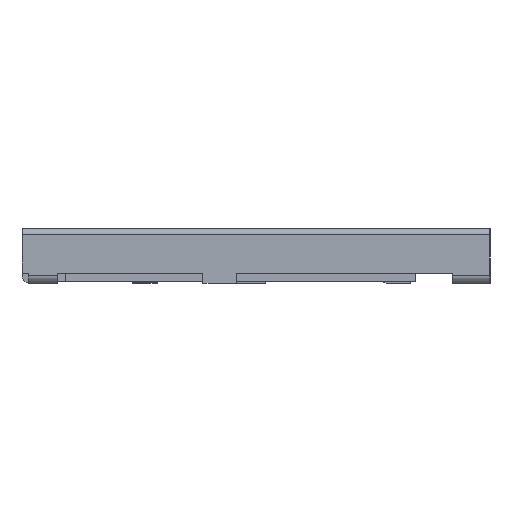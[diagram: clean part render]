
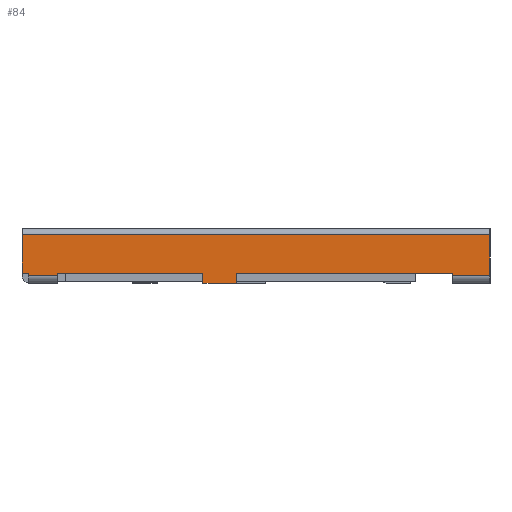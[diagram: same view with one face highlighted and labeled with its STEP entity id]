
A CAD part, left-side view. The second image highlights one B-rep face of the part: STEP entity #84.
In plain terms, the highlighted planar face has unit normal (-1, 0, 0).
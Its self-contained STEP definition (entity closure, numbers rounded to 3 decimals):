
#3 = ORIENTED_EDGE ( 'NONE', *, *, #22458, .T. ) ;
#84 = ADVANCED_FACE ( 'NONE', ( #5932 ), #18216, .T. ) ;
#430 = DIRECTION ( 'NONE',  ( 0., 0., 1. ) ) ;
#869 = CARTESIAN_POINT ( 'NONE',  ( -5.675, 5.625, 1.12 ) ) ;
#884 = CARTESIAN_POINT ( 'NONE',  ( -5.675, -4.725, 0.15 ) ) ;
#957 = LINE ( 'NONE', #17931, #9764 ) ;
#1544 = CARTESIAN_POINT ( 'NONE',  ( -5.675, 17.025, 0.2 ) ) ;
#1656 = VECTOR ( 'NONE', #17741, 1000. ) ;
#1729 = VERTEX_POINT ( 'NONE', #18255 ) ;
#1791 = CARTESIAN_POINT ( 'NONE',  ( -5.675, 5.625, 1.12 ) ) ;
#2544 = ORIENTED_EDGE ( 'NONE', *, *, #10343, .F. ) ;
#2698 = CARTESIAN_POINT ( 'NONE',  ( -5.675, 5.475, 0.2 ) ) ;
#3141 = VERTEX_POINT ( 'NONE', #23442 ) ;
#3287 = ORIENTED_EDGE ( 'NONE', *, *, #5871, .T. ) ;
#3702 = ORIENTED_EDGE ( 'NONE', *, *, #16946, .F. ) ;
#4165 = CARTESIAN_POINT ( 'NONE',  ( -5.675, 0.475, -0.05 ) ) ;
#4375 = DIRECTION ( 'NONE',  ( 0., -1., 0. ) ) ;
#4414 = ORIENTED_EDGE ( 'NONE', *, *, #10032, .T. ) ;
#4850 = CARTESIAN_POINT ( 'NONE',  ( -5.675, -5.625, 1.12 ) ) ;
#5176 = CARTESIAN_POINT ( 'NONE',  ( -5.675, 1.275, -0.05 ) ) ;
#5450 = ORIENTED_EDGE ( 'NONE', *, *, #14174, .T. ) ;
#5580 = LINE ( 'NONE', #1544, #9653 ) ;
#5674 = EDGE_CURVE ( 'NONE', #13419, #1729, #10866, .T. ) ;
#5747 = VECTOR ( 'NONE', #22665, 1000. ) ;
#5790 = ORIENTED_EDGE ( 'NONE', *, *, #21145, .T. ) ;
#5830 = LINE ( 'NONE', #7862, #14814 ) ;
#5871 = EDGE_CURVE ( 'NONE', #10575, #19818, #5830, .T. ) ;
#5932 = FACE_OUTER_BOUND ( 'NONE', #14780, .T. ) ;
#6110 = DIRECTION ( 'NONE',  ( 0., 0., 1. ) ) ;
#6368 = CARTESIAN_POINT ( 'NONE',  ( -5.675, 17.025, 0.2 ) ) ;
#6483 = CARTESIAN_POINT ( 'NONE',  ( -5.675, 4.775, 0.15 ) ) ;
#6726 = EDGE_CURVE ( 'NONE', #15435, #20246, #8812, .T. ) ;
#6946 = DIRECTION ( 'NONE',  ( 0., 0., -1. ) ) ;
#6969 = DIRECTION ( 'NONE',  ( -1., 0., 0. ) ) ;
#7083 = LINE ( 'NONE', #14070, #15407 ) ;
#7122 = DIRECTION ( 'NONE',  ( 0., 1., 0. ) ) ;
#7301 = ORIENTED_EDGE ( 'NONE', *, *, #7689, .T. ) ;
#7689 = EDGE_CURVE ( 'NONE', #11997, #15435, #18661, .T. ) ;
#7730 = CARTESIAN_POINT ( 'NONE',  ( -5.675, 0.475, -0.05 ) ) ;
#7862 = CARTESIAN_POINT ( 'NONE',  ( -5.675, 17.025, 1.12 ) ) ;
#7892 = VECTOR ( 'NONE', #4375, 1000. ) ;
#7995 = LINE ( 'NONE', #1791, #24466 ) ;
#8377 = DIRECTION ( 'NONE',  ( 0., 0., 1. ) ) ;
#8812 = LINE ( 'NONE', #17024, #22175 ) ;
#8866 = EDGE_CURVE ( 'NONE', #15876, #22938, #24225, .T. ) ;
#8876 = LINE ( 'NONE', #11431, #12610 ) ;
#9511 = LINE ( 'NONE', #7730, #1656 ) ;
#9653 = VECTOR ( 'NONE', #26178, 1000. ) ;
#9764 = VECTOR ( 'NONE', #7122, 1000. ) ;
#10032 = EDGE_CURVE ( 'NONE', #16257, #13419, #7083, .T. ) ;
#10343 = EDGE_CURVE ( 'NONE', #19578, #15456, #20258, .T. ) ;
#10403 = CARTESIAN_POINT ( 'NONE',  ( -5.675, 1.275, -0.05 ) ) ;
#10575 = VERTEX_POINT ( 'NONE', #14807 ) ;
#10866 = LINE ( 'NONE', #19097, #7892 ) ;
#10994 = ORIENTED_EDGE ( 'NONE', *, *, #25930, .F. ) ;
#11420 = CARTESIAN_POINT ( 'NONE',  ( -5.675, 4.775, 0.2 ) ) ;
#11431 = CARTESIAN_POINT ( 'NONE',  ( -5.675, 5.475, 0.15 ) ) ;
#11997 = VERTEX_POINT ( 'NONE', #25194 ) ;
#12178 = CARTESIAN_POINT ( 'NONE',  ( -5.675, -4.725, 0.2 ) ) ;
#12442 = AXIS2_PLACEMENT_3D ( 'NONE', #14696, #6969, #430 ) ;
#12572 = DIRECTION ( 'NONE',  ( 0., -1., 0. ) ) ;
#12610 = VECTOR ( 'NONE', #21541, 1000. ) ;
#13419 = VERTEX_POINT ( 'NONE', #884 ) ;
#13843 = EDGE_CURVE ( 'NONE', #20246, #22938, #8876, .T. ) ;
#14069 = DIRECTION ( 'NONE',  ( 0., 1., 0. ) ) ;
#14070 = CARTESIAN_POINT ( 'NONE',  ( -5.675, -4.725, 0.2 ) ) ;
#14174 = EDGE_CURVE ( 'NONE', #3141, #16257, #5580, .T. ) ;
#14696 = CARTESIAN_POINT ( 'NONE',  ( -5.675, 17.025, 1.12 ) ) ;
#14780 = EDGE_LOOP ( 'NONE', ( #3702, #3287, #20377, #7301, #22161, #20111, #15261, #5790, #2544, #10994, #3, #5450, #4414, #23172 ) ) ;
#14807 = CARTESIAN_POINT ( 'NONE',  ( -5.675, -5.625, 1.12 ) ) ;
#14814 = VECTOR ( 'NONE', #14069, 1000. ) ;
#15261 = ORIENTED_EDGE ( 'NONE', *, *, #8866, .F. ) ;
#15375 = CARTESIAN_POINT ( 'NONE',  ( -5.675, 5.475, 0.15 ) ) ;
#15407 = VECTOR ( 'NONE', #6946, 1000. ) ;
#15435 = VERTEX_POINT ( 'NONE', #2698 ) ;
#15456 = VERTEX_POINT ( 'NONE', #20420 ) ;
#15876 = VERTEX_POINT ( 'NONE', #11420 ) ;
#16257 = VERTEX_POINT ( 'NONE', #12178 ) ;
#16603 = VECTOR ( 'NONE', #19045, 1000. ) ;
#16946 = EDGE_CURVE ( 'NONE', #10575, #1729, #21331, .T. ) ;
#17024 = CARTESIAN_POINT ( 'NONE',  ( -5.675, 5.475, 0.2 ) ) ;
#17741 = DIRECTION ( 'NONE',  ( 0., 0., 1. ) ) ;
#17931 = CARTESIAN_POINT ( 'NONE',  ( -5.675, 0.475, -0.05 ) ) ;
#18216 = PLANE ( 'NONE',  #12442 ) ;
#18255 = CARTESIAN_POINT ( 'NONE',  ( -5.675, -5.625, 0.15 ) ) ;
#18661 = LINE ( 'NONE', #6368, #18801 ) ;
#18801 = VECTOR ( 'NONE', #12572, 1000. ) ;
#19045 = DIRECTION ( 'NONE',  ( 0., 0., -1. ) ) ;
#19097 = CARTESIAN_POINT ( 'NONE',  ( -5.675, -4.725, 0.15 ) ) ;
#19578 = VERTEX_POINT ( 'NONE', #5176 ) ;
#19818 = VERTEX_POINT ( 'NONE', #869 ) ;
#19914 = VECTOR ( 'NONE', #8377, 1000. ) ;
#20111 = ORIENTED_EDGE ( 'NONE', *, *, #13843, .T. ) ;
#20246 = VERTEX_POINT ( 'NONE', #15375 ) ;
#20248 = CARTESIAN_POINT ( 'NONE',  ( -5.675, 17.025, 0.2 ) ) ;
#20258 = LINE ( 'NONE', #10403, #19914 ) ;
#20377 = ORIENTED_EDGE ( 'NONE', *, *, #22535, .F. ) ;
#20420 = CARTESIAN_POINT ( 'NONE',  ( -5.675, 1.275, 0.2 ) ) ;
#20478 = CARTESIAN_POINT ( 'NONE',  ( -5.675, 4.775, 0.2 ) ) ;
#21145 = EDGE_CURVE ( 'NONE', #15876, #15456, #26531, .T. ) ;
#21331 = LINE ( 'NONE', #4850, #16603 ) ;
#21541 = DIRECTION ( 'NONE',  ( 0., -1., 0. ) ) ;
#21955 = DIRECTION ( 'NONE',  ( 0., 0., -1. ) ) ;
#22161 = ORIENTED_EDGE ( 'NONE', *, *, #6726, .T. ) ;
#22175 = VECTOR ( 'NONE', #25226, 1000. ) ;
#22458 = EDGE_CURVE ( 'NONE', #24074, #3141, #9511, .T. ) ;
#22535 = EDGE_CURVE ( 'NONE', #11997, #19818, #7995, .T. ) ;
#22665 = DIRECTION ( 'NONE',  ( 0., -1., 0. ) ) ;
#22938 = VERTEX_POINT ( 'NONE', #6483 ) ;
#23172 = ORIENTED_EDGE ( 'NONE', *, *, #5674, .T. ) ;
#23442 = CARTESIAN_POINT ( 'NONE',  ( -5.675, 0.475, 0.2 ) ) ;
#24074 = VERTEX_POINT ( 'NONE', #4165 ) ;
#24225 = LINE ( 'NONE', #20478, #25336 ) ;
#24466 = VECTOR ( 'NONE', #6110, 1000. ) ;
#25194 = CARTESIAN_POINT ( 'NONE',  ( -5.675, 5.625, 0.2 ) ) ;
#25226 = DIRECTION ( 'NONE',  ( 0., 0., -1. ) ) ;
#25336 = VECTOR ( 'NONE', #21955, 1000. ) ;
#25930 = EDGE_CURVE ( 'NONE', #24074, #19578, #957, .T. ) ;
#26178 = DIRECTION ( 'NONE',  ( 0., -1., 0. ) ) ;
#26531 = LINE ( 'NONE', #20248, #5747 ) ;
